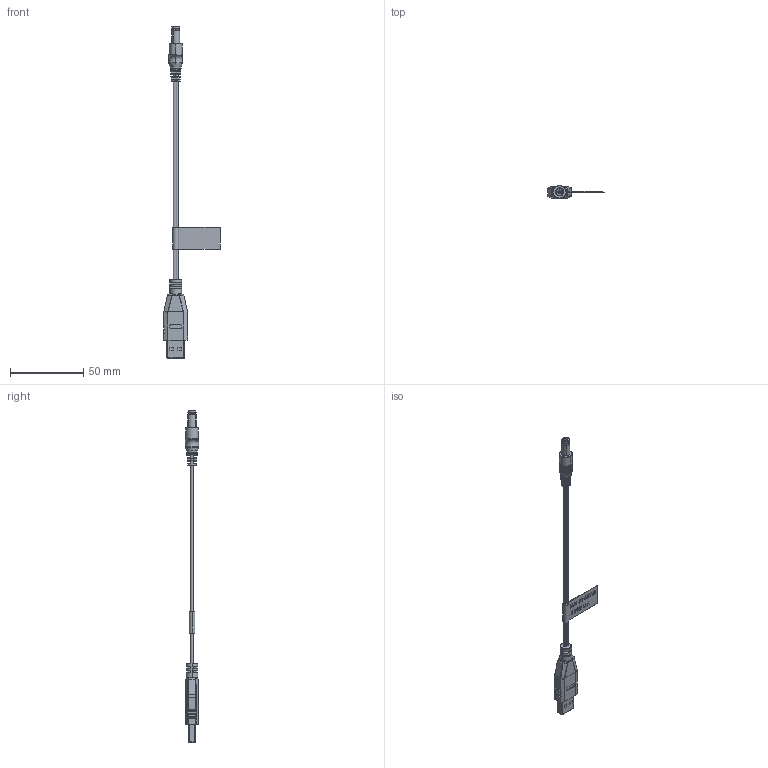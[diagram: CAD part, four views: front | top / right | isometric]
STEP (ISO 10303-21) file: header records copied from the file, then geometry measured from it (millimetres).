
FILE_DESCRIPTION (( 'STEP AP214' ), '1' );
FILE_NAME ('10-00240_revA3.STEP', '2016-03-31T21:26:53', ( 'Joel' ), ( 'Microsoft' ), 'SwSTEP 2.0', 'SolidWorks 2015', '' );
FILE_SCHEMA (( 'AUTOMOTIVE_DESIGN' ));
Length unit declared in the file: millimetre
Products named in the file (12): Label 240; 50-00024; 50-00024 shell; 50-00024 insulator; 50-00024 contact; 50-00425; 50-00425 shell; 50-00425 insulator; 24-00023; 24-00043; 30-00008_wbc; 10-00240_revA3
Assembly tree (11 placements, depth 3):
  10-00240_revA3
    30-00008_wbc
    24-00043
    24-00023
    50-00425
      50-00425 insulator
      50-00425 shell
    50-00024
      50-00024 contact
      50-00024 insulator
      50-00024 shell
    Label 240
Bounding box: 38.65 x 9.3 x 227.05 mm (x, y, z)
Volume: 7566.2 mm3; surface area: 13479.2 mm2
Topology: 59 solids, 59 shells, 1121 faces, 2707 edges, 1741 vertices
Faces by surface type: plane 534, cylinder 256, bspline 232, torus 61, cone 34, sphere 4
Entity records: 47410 total; most frequent: CARTESIAN_POINT 14896, ORIENTED_EDGE 5398, DIRECTION 4550, EDGE_CURVE 2699, VERTEX_POINT 1741, AXIS2_PLACEMENT_3D 1581, LINE 1388, VECTOR 1388
